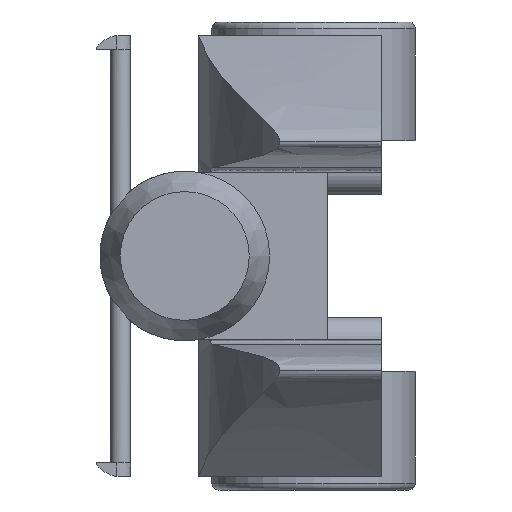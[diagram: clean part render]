
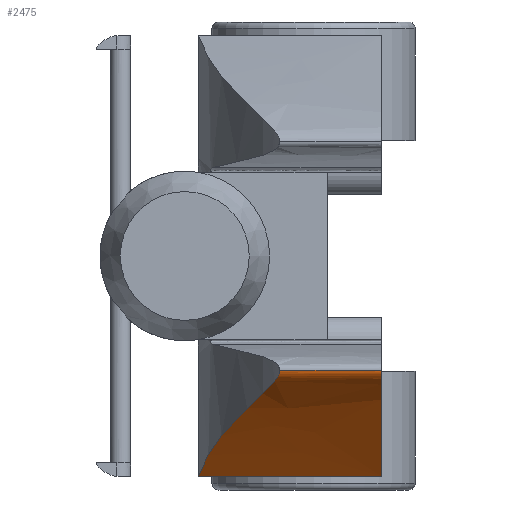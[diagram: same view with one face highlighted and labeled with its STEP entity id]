
A CAD part, left-side view. The second image highlights one B-rep face of the part: STEP entity #2475.
In plain terms, the highlighted free-form (B-spline) face has degree [2, 1] with [3, 2] control points.
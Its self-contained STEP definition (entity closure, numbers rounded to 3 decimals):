
#41=(
BOUNDED_CURVE()
B_SPLINE_CURVE(2,(#3839,#3840,#3841),.UNSPECIFIED.,.F.,.F.)
B_SPLINE_CURVE_WITH_KNOTS((3,3),(-6.417,-3.208),
 .UNSPECIFIED.)
CURVE()
GEOMETRIC_REPRESENTATION_ITEM()
RATIONAL_B_SPLINE_CURVE((1.,2.,2.))
REPRESENTATION_ITEM('')
);
#51=(
BOUNDED_SURFACE()
B_SPLINE_SURFACE(2,1,((#3939,#3940),(#3941,#3942),(#3943,#3944)),
 .UNSPECIFIED.,.F.,.F.,.F.)
B_SPLINE_SURFACE_WITH_KNOTS((3,3),(2,2),(3.208,6.417),
(0.,2.97),.UNSPECIFIED.)
GEOMETRIC_REPRESENTATION_ITEM()
RATIONAL_B_SPLINE_SURFACE(((2.,2.),(2.,
2.),(1.,1.)))
REPRESENTATION_ITEM('')
SURFACE()
);
#68=B_SPLINE_CURVE_WITH_KNOTS('',3,(#3946,#3947,#3948,#3949,#3950,#3951,
#3952,#3953,#3954,#3955,#3956,#3957),.UNSPECIFIED.,.F.,.F.,(4,2,2,2,2,4),
(0.,0.029,0.072,0.166,
0.436,1.36),.UNSPECIFIED.);
#254=LINE('',#3938,#464);
#255=LINE('',#3958,#465);
#464=VECTOR('',#3079,10.);
#465=VECTOR('',#3080,10.);
#734=FACE_OUTER_BOUND('',#888,.T.);
#888=EDGE_LOOP('',(#1898,#1899,#1900,#1901));
#1166=VERTEX_POINT('',#3834);
#1167=VERTEX_POINT('',#3838);
#1183=VERTEX_POINT('',#3923);
#1184=VERTEX_POINT('',#3945);
#1430=EDGE_CURVE('',#1167,#1166,#41,.T.);
#1456=EDGE_CURVE('',#1183,#1166,#254,.T.);
#1457=EDGE_CURVE('',#1183,#1184,#68,.T.);
#1458=EDGE_CURVE('',#1167,#1184,#255,.T.);
#1898=ORIENTED_EDGE('',*,*,#1457,.T.);
#1899=ORIENTED_EDGE('',*,*,#1458,.F.);
#1900=ORIENTED_EDGE('',*,*,#1430,.T.);
#1901=ORIENTED_EDGE('',*,*,#1456,.F.);
#2475=ADVANCED_FACE('',(#734),#51,.T.);
#3079=DIRECTION('',(0.,-1.,0.));
#3080=DIRECTION('',(0.,1.,0.));
#3834=CARTESIAN_POINT('',(0.,0.,-16.856));
#3838=CARTESIAN_POINT('',(30.,0.,-32.5));
#3839=CARTESIAN_POINT('Ctrl Pts',(30.,0.,-32.5));
#3840=CARTESIAN_POINT('Ctrl Pts',(-0.001,0.,
-19.375));
#3841=CARTESIAN_POINT('Ctrl Pts',(0.,0.,
-16.856));
#3923=CARTESIAN_POINT('',(0.,15.,-16.856));
#3938=CARTESIAN_POINT('',(0.,27.,-16.856));
#3939=CARTESIAN_POINT('Ctrl Pts',(0.,27.,-16.856));
#3940=CARTESIAN_POINT('Ctrl Pts',(0.,-2.7,
-16.856));
#3941=CARTESIAN_POINT('Ctrl Pts',(-0.001,27.,-19.375));
#3942=CARTESIAN_POINT('Ctrl Pts',(-0.001,-2.7,-19.375));
#3943=CARTESIAN_POINT('Ctrl Pts',(30.,27.,-32.5));
#3944=CARTESIAN_POINT('Ctrl Pts',(30.,-2.7,-32.5));
#3945=CARTESIAN_POINT('',(30.,27.,-32.5));
#3946=CARTESIAN_POINT('Ctrl Pts',(0.,15.,
-16.856));
#3947=CARTESIAN_POINT('Ctrl Pts',(0.,15.,
-16.951));
#3948=CARTESIAN_POINT('Ctrl Pts',(0.016,15.011,-17.044));
#3949=CARTESIAN_POINT('Ctrl Pts',(0.084,15.059,-17.271));
#3950=CARTESIAN_POINT('Ctrl Pts',(0.151,15.106,-17.4));
#3951=CARTESIAN_POINT('Ctrl Pts',(0.38,15.266,-17.762));
#3952=CARTESIAN_POINT('Ctrl Pts',(0.604,15.422,-18.004));
#3953=CARTESIAN_POINT('Ctrl Pts',(1.547,16.065,-18.872));
#3954=CARTESIAN_POINT('Ctrl Pts',(2.648,16.798,-19.594));
#3955=CARTESIAN_POINT('Ctrl Pts',(8.607,20.414,-23.006));
#3956=CARTESIAN_POINT('Ctrl Pts',(17.591,25.16,-27.071));
#3957=CARTESIAN_POINT('Ctrl Pts',(30.,27.,-32.5));
#3958=CARTESIAN_POINT('',(30.,0.,-32.5));
